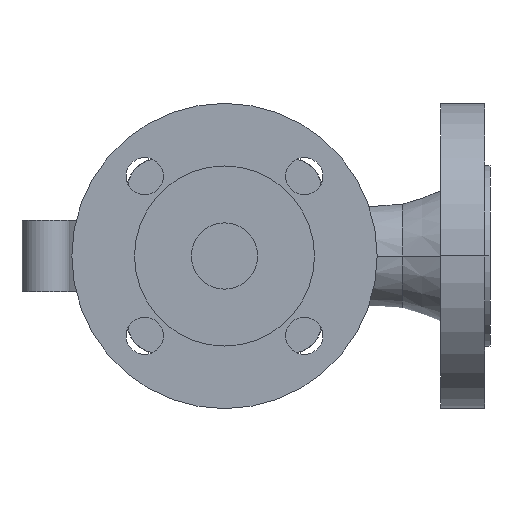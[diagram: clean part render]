
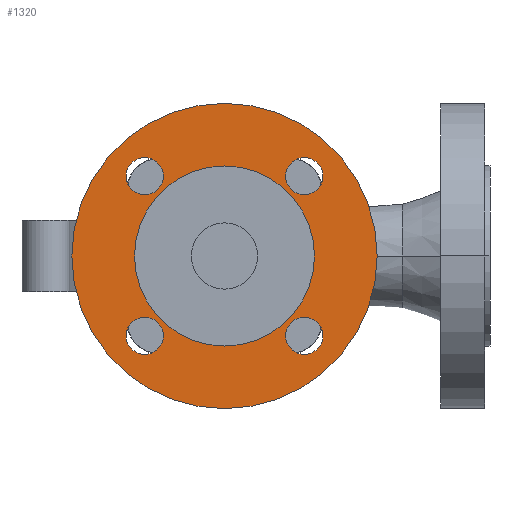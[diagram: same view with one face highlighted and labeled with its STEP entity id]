
A CAD part, front view. The second image highlights one B-rep face of the part: STEP entity #1320.
In plain terms, the highlighted planar face has unit normal (0, -1, 0).
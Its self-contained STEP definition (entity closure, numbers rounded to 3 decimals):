
#370=CARTESIAN_POINT('',(-45.7,2.,0.));
#380=DIRECTION('',(0.,-1.,0.));
#390=DIRECTION('',(-1.,0.,0.));
#400=AXIS2_PLACEMENT_3D('',#370,#380,#390);
#410=PLANE('',#400);
#420=CARTESIAN_POINT('',(-30.052,2.,
-30.052));
#430=DIRECTION('',(0.,1.,0.));
#440=DIRECTION('',(1.,0.,0.));
#450=AXIS2_PLACEMENT_3D('',#420,#430,#440);
#460=CIRCLE('',#450,7.);
#470=CARTESIAN_POINT('',(-37.052,2.,
-30.052));
#480=VERTEX_POINT('',#470);
#490=CARTESIAN_POINT('',(-23.052,2.,-30.052));
#500=VERTEX_POINT('',#490);
#510=EDGE_CURVE('',#480,#500,#460,.T.);
#520=ORIENTED_EDGE('',*,*,#510,.T.);
#530=EDGE_CURVE('',#500,#480,#460,.T.);
#540=ORIENTED_EDGE('',*,*,#530,.T.);
#550=EDGE_LOOP('',(#540,#520));
#560=FACE_BOUND('',#550,.T.);
#570=CARTESIAN_POINT('',(-30.052,2.,
30.052));
#580=DIRECTION('',(0.,1.,0.));
#590=DIRECTION('',(1.,0.,0.));
#600=AXIS2_PLACEMENT_3D('',#570,#580,#590);
#610=CIRCLE('',#600,7.);
#620=CARTESIAN_POINT('',(-23.052,2.,30.052));
#630=VERTEX_POINT('',#620);
#640=CARTESIAN_POINT('',(-37.052,2.,
30.052));
#650=VERTEX_POINT('',#640);
#660=EDGE_CURVE('',#630,#650,#610,.T.);
#670=ORIENTED_EDGE('',*,*,#660,.T.);
#680=EDGE_CURVE('',#650,#630,#610,.T.);
#690=ORIENTED_EDGE('',*,*,#680,.T.);
#700=EDGE_LOOP('',(#690,#670));
#710=FACE_BOUND('',#700,.T.);
#720=CARTESIAN_POINT('',(30.052,2.,
30.052));
#730=DIRECTION('',(0.,1.,0.));
#740=DIRECTION('',(1.,0.,0.));
#750=AXIS2_PLACEMENT_3D('',#720,#730,#740);
#760=CIRCLE('',#750,7.);
#770=CARTESIAN_POINT('',(23.052,2.,
30.052));
#780=VERTEX_POINT('',#770);
#790=CARTESIAN_POINT('',(37.052,2.,30.052));
#800=VERTEX_POINT('',#790);
#810=EDGE_CURVE('',#780,#800,#760,.T.);
#820=ORIENTED_EDGE('',*,*,#810,.T.);
#830=EDGE_CURVE('',#800,#780,#760,.T.);
#840=ORIENTED_EDGE('',*,*,#830,.T.);
#850=EDGE_LOOP('',(#840,#820));
#860=FACE_BOUND('',#850,.T.);
#870=CARTESIAN_POINT('',(30.052,2.,
-30.052));
#880=DIRECTION('',(0.,1.,0.));
#890=DIRECTION('',(1.,0.,0.));
#900=AXIS2_PLACEMENT_3D('',#870,#880,#890);
#910=CIRCLE('',#900,7.);
#920=CARTESIAN_POINT('',(37.052,2.,-30.052));
#930=VERTEX_POINT('',#920);
#940=CARTESIAN_POINT('',(23.052,2.,
-30.052));
#950=VERTEX_POINT('',#940);
#960=EDGE_CURVE('',#930,#950,#910,.T.);
#970=ORIENTED_EDGE('',*,*,#960,.T.);
#980=EDGE_CURVE('',#950,#930,#910,.T.);
#990=ORIENTED_EDGE('',*,*,#980,.T.);
#1000=EDGE_LOOP('',(#990,#970));
#1010=FACE_BOUND('',#1000,.T.);
#1020=CARTESIAN_POINT('',(0.,2.,0.));
#1030=DIRECTION('',(0.,-1.,-0.));
#1040=DIRECTION('',(-1.,0.,0.));
#1050=AXIS2_PLACEMENT_3D('',#1020,#1030,#1040);
#1060=CIRCLE('',#1050,33.9);
#1070=CARTESIAN_POINT('',(33.9,2.,0.));
#1080=VERTEX_POINT('',#1070);
#1090=CARTESIAN_POINT('',(-33.9,2.,0.));
#1100=VERTEX_POINT('',#1090);
#1110=EDGE_CURVE('',#1080,#1100,#1060,.T.);
#1120=ORIENTED_EDGE('',*,*,#1110,.F.);
#1130=EDGE_CURVE('',#1100,#1080,#1060,.T.);
#1140=ORIENTED_EDGE('',*,*,#1130,.F.);
#1150=EDGE_LOOP('',(#1140,#1120));
#1160=FACE_BOUND('',#1150,.T.);
#1170=CARTESIAN_POINT('',(0.,2.,0.));
#1180=DIRECTION('',(0.,-1.,-0.));
#1190=DIRECTION('',(-1.,0.,0.));
#1200=AXIS2_PLACEMENT_3D('',#1170,#1180,#1190);
#1210=CIRCLE('',#1200,57.5);
#1220=CARTESIAN_POINT('',(57.5,2.,0.));
#1230=VERTEX_POINT('',#1220);
#1240=CARTESIAN_POINT('',(-57.5,2.,0.))
;
#1250=VERTEX_POINT('',#1240);
#1260=EDGE_CURVE('',#1230,#1250,#1210,.T.);
#1270=ORIENTED_EDGE('',*,*,#1260,.T.);
#1280=EDGE_CURVE('',#1250,#1230,#1210,.T.);
#1290=ORIENTED_EDGE('',*,*,#1280,.T.);
#1300=EDGE_LOOP('',(#1290,#1270));
#1310=FACE_OUTER_BOUND('',#1300,.T.);
#1320=ADVANCED_FACE('',(#560,#710,#860,#1010,#1160,#1310),#410,.T.);
